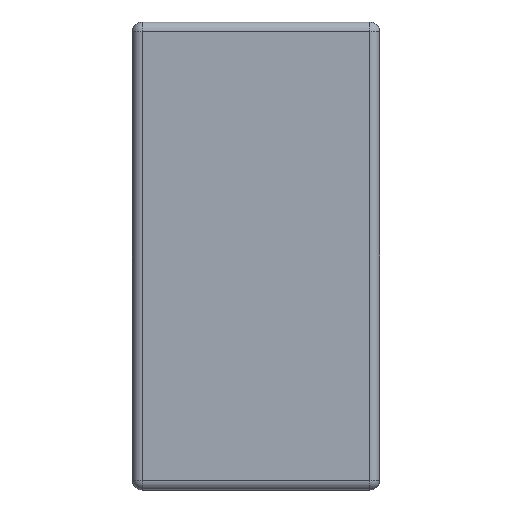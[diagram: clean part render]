
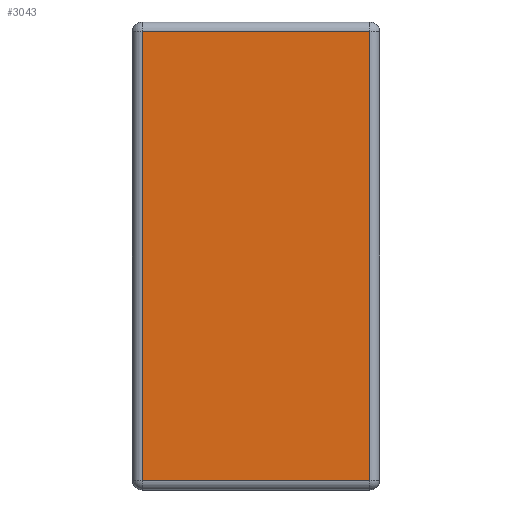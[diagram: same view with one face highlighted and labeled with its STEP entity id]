
A CAD part, left-side view. The second image highlights one B-rep face of the part: STEP entity #3043.
In plain terms, the highlighted planar face has unit normal (-1, 0, 0).
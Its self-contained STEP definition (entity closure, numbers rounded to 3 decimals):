
#126 = FACE_OUTER_BOUND ( 'NONE', #4468, .T. ) ;
#157 = DIRECTION ( 'NONE',  ( 0., 1., 0. ) ) ;
#456 = ORIENTED_EDGE ( 'NONE', *, *, #1279, .T. ) ;
#466 = ORIENTED_EDGE ( 'NONE', *, *, #2791, .T. ) ;
#520 = VECTOR ( 'NONE', #2846, 1000. ) ;
#547 = VERTEX_POINT ( 'NONE', #2983 ) ;
#821 = VERTEX_POINT ( 'NONE', #3550 ) ;
#1279 = EDGE_CURVE ( 'NONE', #547, #2907, #2886, .T. ) ;
#1316 = VECTOR ( 'NONE', #2131, 1000. ) ;
#1571 = AXIS2_PLACEMENT_3D ( 'NONE', #2981, #4030, #3998 ) ;
#1741 = LINE ( 'NONE', #3856, #1316 ) ;
#1775 = CARTESIAN_POINT ( 'NONE',  ( 0., 1.777, -0.073 ) ) ;
#2091 = VECTOR ( 'NONE', #4099, 1000. ) ;
#2131 = DIRECTION ( 'NONE',  ( 0., 0., 1. ) ) ;
#2249 = LINE ( 'NONE', #3417, #2091 ) ;
#2358 = EDGE_CURVE ( 'NONE', #3896, #547, #1741, .T. ) ;
#2494 = CARTESIAN_POINT ( 'NONE',  ( 0., 0., -3.427 ) ) ;
#2550 = LINE ( 'NONE', #2494, #520 ) ;
#2637 = CARTESIAN_POINT ( 'NONE',  ( 0., 1.85, -0.073 ) ) ;
#2791 = EDGE_CURVE ( 'NONE', #821, #3896, #2550, .T. ) ;
#2846 = DIRECTION ( 'NONE',  ( 0., -1., 0. ) ) ;
#2876 = ORIENTED_EDGE ( 'NONE', *, *, #2358, .T. ) ;
#2886 = LINE ( 'NONE', #2637, #4022 ) ;
#2907 = VERTEX_POINT ( 'NONE', #1775 ) ;
#2981 = CARTESIAN_POINT ( 'NONE',  ( 0., 0., 0. ) ) ;
#2983 = CARTESIAN_POINT ( 'NONE',  ( 0., 0.073, -0.073 ) ) ;
#3043 = ADVANCED_FACE ( 'NONE', ( #126 ), #3646, .T. ) ;
#3417 = CARTESIAN_POINT ( 'NONE',  ( 0., 1.777, -3.5 ) ) ;
#3550 = CARTESIAN_POINT ( 'NONE',  ( 0., 1.777, -3.427 ) ) ;
#3646 = PLANE ( 'NONE',  #1571 ) ;
#3856 = CARTESIAN_POINT ( 'NONE',  ( 0., 0.073, 0. ) ) ;
#3886 = CARTESIAN_POINT ( 'NONE',  ( 0., 0.073, -3.427 ) ) ;
#3896 = VERTEX_POINT ( 'NONE', #3886 ) ;
#3998 = DIRECTION ( 'NONE',  ( 0., 0., 1. ) ) ;
#4022 = VECTOR ( 'NONE', #157, 1000. ) ;
#4030 = DIRECTION ( 'NONE',  ( -1., 0., 0. ) ) ;
#4099 = DIRECTION ( 'NONE',  ( 0., 0., -1. ) ) ;
#4123 = ORIENTED_EDGE ( 'NONE', *, *, #4454, .T. ) ;
#4454 = EDGE_CURVE ( 'NONE', #2907, #821, #2249, .T. ) ;
#4468 = EDGE_LOOP ( 'NONE', ( #466, #2876, #456, #4123 ) ) ;
